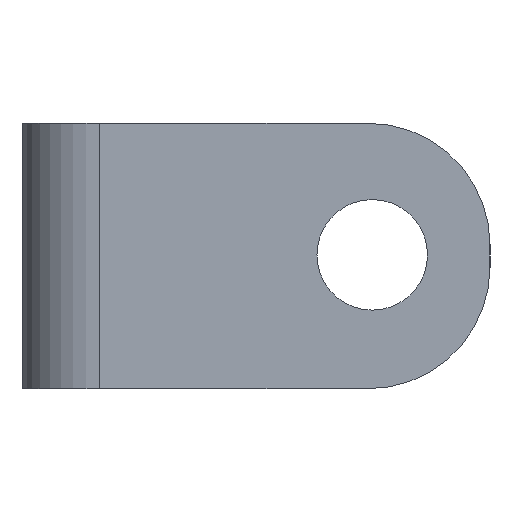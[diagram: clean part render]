
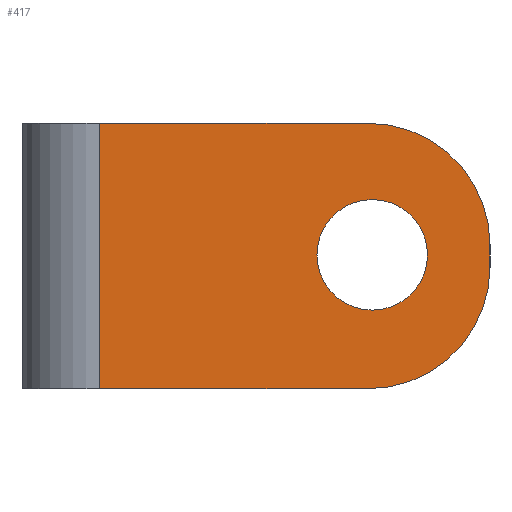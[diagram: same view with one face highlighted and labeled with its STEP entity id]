
A CAD part, left-side view. The second image highlights one B-rep face of the part: STEP entity #417.
In plain terms, the highlighted planar face has unit normal (-1, 0, 0).
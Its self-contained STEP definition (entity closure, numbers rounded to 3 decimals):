
#19=FACE_BOUND('',#71,.T.);
#29=PLANE('',#473);
#45=FACE_OUTER_BOUND('',#70,.T.);
#70=EDGE_LOOP('',(#352,#353,#354,#355,#356,#357));
#71=EDGE_LOOP('',(#358));
#94=LINE('',#659,#130);
#105=LINE('',#694,#141);
#107=LINE('',#701,#143);
#111=LINE('',#713,#147);
#130=VECTOR('',#529,10.);
#141=VECTOR('',#560,10.);
#143=VECTOR('',#568,10.);
#147=VECTOR('',#584,10.);
#159=CIRCLE('',#450,5.5);
#167=CIRCLE('',#461,5.5);
#172=CIRCLE('',#469,2.5);
#188=VERTEX_POINT('',#644);
#189=VERTEX_POINT('',#645);
#194=VERTEX_POINT('',#657);
#203=VERTEX_POINT('',#680);
#204=VERTEX_POINT('',#681);
#208=VERTEX_POINT('',#693);
#211=VERTEX_POINT('',#703);
#230=EDGE_CURVE('',#188,#189,#159,.T.);
#237=EDGE_CURVE('',#188,#194,#94,.T.);
#248=EDGE_CURVE('',#203,#204,#167,.T.);
#255=EDGE_CURVE('',#208,#204,#105,.T.);
#259=EDGE_CURVE('',#189,#203,#107,.T.);
#261=EDGE_CURVE('',#211,#211,#172,.T.);
#265=EDGE_CURVE('',#208,#194,#111,.T.);
#352=ORIENTED_EDGE('',*,*,#230,.F.);
#353=ORIENTED_EDGE('',*,*,#237,.T.);
#354=ORIENTED_EDGE('',*,*,#265,.F.);
#355=ORIENTED_EDGE('',*,*,#255,.T.);
#356=ORIENTED_EDGE('',*,*,#248,.F.);
#357=ORIENTED_EDGE('',*,*,#259,.F.);
#358=ORIENTED_EDGE('',*,*,#261,.T.);
#417=ADVANCED_FACE('',(#45,#19),#29,.F.);
#450=AXIS2_PLACEMENT_3D('',#646,#516,#517);
#461=AXIS2_PLACEMENT_3D('',#682,#548,#549);
#469=AXIS2_PLACEMENT_3D('',#705,#572,#573);
#473=AXIS2_PLACEMENT_3D('',#712,#582,#583);
#516=DIRECTION('center_axis',(1.,0.,0.));
#517=DIRECTION('ref_axis',(0.,-0.707,0.707));
#529=DIRECTION('',(0.,1.,0.));
#548=DIRECTION('center_axis',(1.,0.,0.));
#549=DIRECTION('ref_axis',(0.,-0.707,-0.707));
#560=DIRECTION('',(0.,-1.,0.));
#568=DIRECTION('',(0.,0.,-1.));
#572=DIRECTION('center_axis',(1.,0.,0.));
#573=DIRECTION('ref_axis',(0.,0.,-1.));
#582=DIRECTION('center_axis',(1.,0.,0.));
#583=DIRECTION('ref_axis',(0.,0.,-1.));
#584=DIRECTION('',(0.,0.,1.));
#644=CARTESIAN_POINT('',(-0.7,-6.,114.032));
#645=CARTESIAN_POINT('',(-0.7,-11.5,108.532));
#646=CARTESIAN_POINT('Origin',(-0.7,-6.,108.532));
#657=CARTESIAN_POINT('',(-0.7,6.16,114.032));
#659=CARTESIAN_POINT('',(-0.7,-5.575,114.032));
#680=CARTESIAN_POINT('',(-0.7,-11.5,107.532));
#681=CARTESIAN_POINT('',(-0.7,-6.,102.032));
#682=CARTESIAN_POINT('Origin',(-0.7,-6.,107.532));
#693=CARTESIAN_POINT('',(-0.7,6.16,102.032));
#694=CARTESIAN_POINT('',(-0.7,-11.,102.032));
#701=CARTESIAN_POINT('',(-0.7,-11.5,106.032));
#703=CARTESIAN_POINT('',(-0.7,-6.174,110.582));
#705=CARTESIAN_POINT('Origin',(-0.7,-6.174,108.082));
#712=CARTESIAN_POINT('Origin',(-0.7,-4.65,104.032));
#713=CARTESIAN_POINT('',(-0.7,6.16,108.282));
